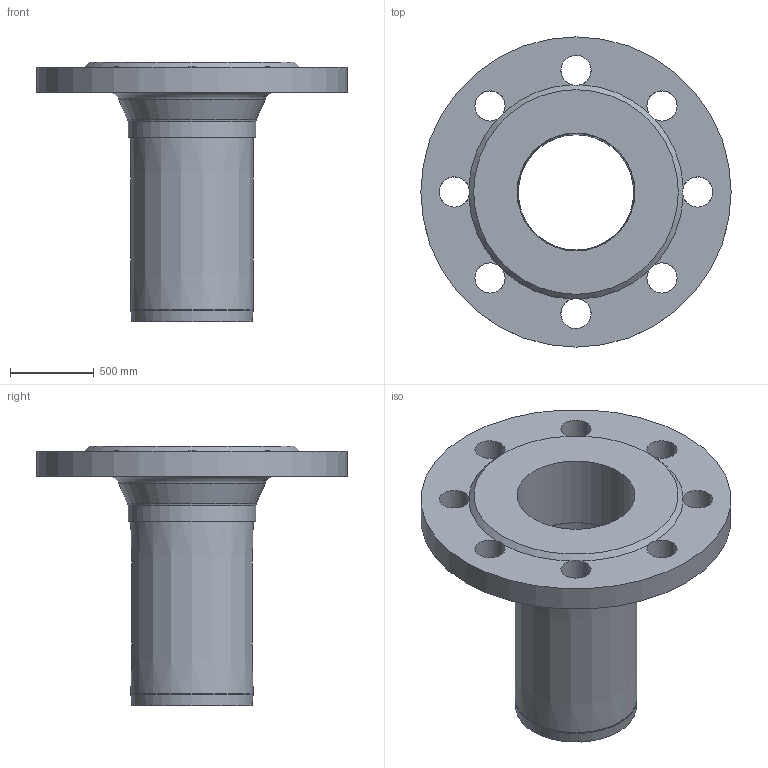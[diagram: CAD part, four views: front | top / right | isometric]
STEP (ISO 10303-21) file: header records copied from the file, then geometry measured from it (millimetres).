
FILE_DESCRIPTION(/* description */ (''),/* implementation_level */ '2;1');
FILE_NAME(/* name */ '82561.070C_3D.stp',/* time_stamp */ '2024-12-11T08:39:58+01:00',/* author */ ('CAD'),/* organization */ (''),/* preprocessor_version */ 'ST-DEVELOPER v20',/* originating_system */ 'AutoCAD Mechanical',/* authorisation */ '');
FILE_SCHEMA (('AUTOMOTIVE_DESIGN { 1 0 10303 214 3 1 1 }'));
Length unit declared in the file: centimetre
Products named in the file (2): Product; *S0
Assembly tree (1 placements, depth 2):
  Product
    *S0
Bounding box: 1850 x 1850 x 1550.01 mm (x, y, z)
Volume: 411919401.7 mm3; surface area: 12295406.7 mm2
Topology: 2 solids, 2 shells, 27 faces, 88 edges, 57 vertices
Faces by surface type: cylinder 11, cone 8, torus 4, plane 4
Full cylindrical faces by diameter (mm): 180 x8, 703 x1, 761 x1, 1850 x1
Entity records: 1161 total; most frequent: CARTESIAN_POINT 285, DIRECTION 189, ORIENTED_EDGE 176, EDGE_CURVE 88, AXIS2_PLACEMENT_3D 85, VERTEX_POINT 57, CIRCLE 55, EDGE_LOOP 39
